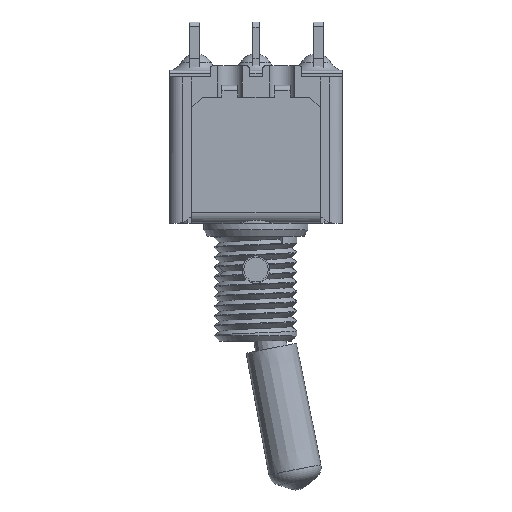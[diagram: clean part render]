
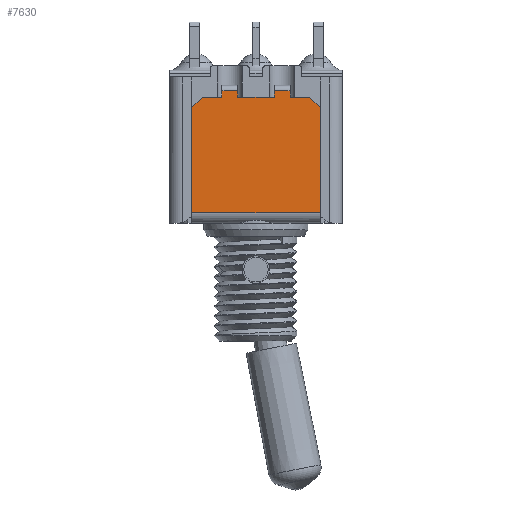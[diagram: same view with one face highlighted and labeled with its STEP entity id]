
A CAD part, top view. The second image highlights one B-rep face of the part: STEP entity #7630.
In plain terms, the highlighted face is planar.
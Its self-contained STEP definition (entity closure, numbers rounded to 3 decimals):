
#6331=DIRECTION('',(0.,0.,1.));
#6332=VECTOR('',#6331,1.2);
#6333=CARTESIAN_POINT('',(-5.843,3.425,-2.6));
#6334=LINE('',#6333,#6332);
#6335=DIRECTION('',(1.,0.,0.));
#6336=VECTOR('',#6335,0.507);
#6337=CARTESIAN_POINT('',(-5.843,3.425,-2.6));
#6338=LINE('',#6337,#6336);
#6339=DIRECTION('',(-1.,0.,0.));
#6340=VECTOR('',#6339,8.);
#6341=CARTESIAN_POINT('',(3.464,3.425,-4.9));
#6342=LINE('',#6341,#6340);
#6343=DIRECTION('',(-1.,0.,0.));
#6344=VECTOR('',#6343,8.);
#6345=CARTESIAN_POINT('',(3.464,3.425,4.9));
#6346=LINE('',#6345,#6344);
#6347=DIRECTION('',(1.,0.,0.));
#6348=VECTOR('',#6347,0.507);
#6349=CARTESIAN_POINT('',(-5.843,3.425,2.6));
#6350=LINE('',#6349,#6348);
#6351=DIRECTION('',(0.,0.,1.));
#6352=VECTOR('',#6351,1.2);
#6353=CARTESIAN_POINT('',(-5.843,3.425,1.4));
#6354=LINE('',#6353,#6352);
#6355=DIRECTION('',(-1.,0.,0.));
#6356=VECTOR('',#6355,0.507);
#6357=CARTESIAN_POINT('',(-5.336,3.425,1.4));
#6358=LINE('',#6357,#6356);
#6359=DIRECTION('',(-1.,0.,0.));
#6360=VECTOR('',#6359,0.507);
#6361=CARTESIAN_POINT('',(-5.336,3.425,-1.4));
#6362=LINE('',#6361,#6360);
#6402=DIRECTION('',(0.,0.,1.));
#6403=VECTOR('',#6402,2.8);
#6404=CARTESIAN_POINT('',(-5.336,3.425,-1.4));
#6405=LINE('',#6404,#6403);
#6527=DIRECTION('',(0.,0.,1.));
#6528=VECTOR('',#6527,1.5);
#6529=CARTESIAN_POINT('',(-5.336,3.425,-4.1));
#6530=LINE('',#6529,#6528);
#6539=DIRECTION('',(0.707,0.,-0.707));
#6540=VECTOR('',#6539,1.131);
#6541=CARTESIAN_POINT('',(-5.336,3.425,-4.1));
#6542=LINE('',#6541,#6540);
#6580=DIRECTION('',(0.,0.,1.));
#6581=VECTOR('',#6580,9.8);
#6582=CARTESIAN_POINT('',(3.464,3.425,-4.9));
#6583=LINE('',#6582,#6581);
#7267=DIRECTION('',(0.707,0.,0.707));
#7268=VECTOR('',#7267,1.131);
#7269=CARTESIAN_POINT('',(-5.336,3.425,4.1));
#7270=LINE('',#7269,#7268);
#7279=DIRECTION('',(0.,0.,1.));
#7280=VECTOR('',#7279,1.5);
#7281=CARTESIAN_POINT('',(-5.336,3.425,2.6));
#7282=LINE('',#7281,#7280);
#7323=CARTESIAN_POINT('',(-5.336,3.425,-1.4));
#7324=CARTESIAN_POINT('',(-5.336,3.425,1.4));
#7325=VERTEX_POINT('',#7323);
#7326=VERTEX_POINT('',#7324);
#7331=CARTESIAN_POINT('',(-5.336,3.425,-4.1));
#7332=CARTESIAN_POINT('',(-5.336,3.425,-2.6));
#7333=VERTEX_POINT('',#7331);
#7334=VERTEX_POINT('',#7332);
#7335=CARTESIAN_POINT('',(-4.536,3.425,-4.9));
#7336=VERTEX_POINT('',#7335);
#7337=CARTESIAN_POINT('',(-5.336,3.425,4.1));
#7338=CARTESIAN_POINT('',(-4.536,3.425,4.9));
#7339=VERTEX_POINT('',#7337);
#7340=VERTEX_POINT('',#7338);
#7341=CARTESIAN_POINT('',(-5.336,3.425,2.6));
#7342=VERTEX_POINT('',#7341);
#7475=CARTESIAN_POINT('',(3.464,3.425,-4.9));
#7476=VERTEX_POINT('',#7475);
#7481=CARTESIAN_POINT('',(3.464,3.425,4.9));
#7482=VERTEX_POINT('',#7481);
#7571=CARTESIAN_POINT('',(-5.843,3.425,2.6));
#7572=VERTEX_POINT('',#7571);
#7573=CARTESIAN_POINT('',(-5.843,3.425,1.4));
#7574=VERTEX_POINT('',#7573);
#7583=CARTESIAN_POINT('',(-5.843,3.425,-1.4));
#7584=VERTEX_POINT('',#7583);
#7585=CARTESIAN_POINT('',(-5.843,3.425,-2.6));
#7586=VERTEX_POINT('',#7585);
#7595=CARTESIAN_POINT('',(4.264,3.425,-5.8));
#7596=DIRECTION('',(0.,1.,0.));
#7597=DIRECTION('',(-1.,0.,0.));
#7598=AXIS2_PLACEMENT_3D('',#7595,#7596,#7597);
#7599=PLANE('',#7598);
#7601=ORIENTED_EDGE('',*,*,#7600,.F.);
#7603=ORIENTED_EDGE('',*,*,#7602,.T.);
#7605=ORIENTED_EDGE('',*,*,#7604,.F.);
#7607=ORIENTED_EDGE('',*,*,#7606,.T.);
#7609=ORIENTED_EDGE('',*,*,#7608,.F.);
#7611=ORIENTED_EDGE('',*,*,#7610,.T.);
#7613=ORIENTED_EDGE('',*,*,#7612,.T.);
#7615=ORIENTED_EDGE('',*,*,#7614,.F.);
#7617=ORIENTED_EDGE('',*,*,#7616,.F.);
#7619=ORIENTED_EDGE('',*,*,#7618,.F.);
#7621=ORIENTED_EDGE('',*,*,#7620,.F.);
#7623=ORIENTED_EDGE('',*,*,#7622,.F.);
#7625=ORIENTED_EDGE('',*,*,#7624,.F.);
#7627=ORIENTED_EDGE('',*,*,#7626,.T.);
#7628=EDGE_LOOP('',(#7601,#7603,#7605,#7607,#7609,#7611,#7613,#7615,#7617,#7619,
#7621,#7623,#7625,#7627));
#7629=FACE_OUTER_BOUND('',#7628,.F.);
#7600=EDGE_CURVE('',#7586,#7584,#6334,.T.);
#7602=EDGE_CURVE('',#7586,#7334,#6338,.T.);
#7604=EDGE_CURVE('',#7333,#7334,#6530,.T.);
#7606=EDGE_CURVE('',#7333,#7336,#6542,.T.);
#7608=EDGE_CURVE('',#7476,#7336,#6342,.T.);
#7610=EDGE_CURVE('',#7476,#7482,#6583,.T.);
#7612=EDGE_CURVE('',#7482,#7340,#6346,.T.);
#7614=EDGE_CURVE('',#7339,#7340,#7270,.T.);
#7616=EDGE_CURVE('',#7342,#7339,#7282,.T.);
#7618=EDGE_CURVE('',#7572,#7342,#6350,.T.);
#7620=EDGE_CURVE('',#7574,#7572,#6354,.T.);
#7622=EDGE_CURVE('',#7326,#7574,#6358,.T.);
#7624=EDGE_CURVE('',#7325,#7326,#6405,.T.);
#7626=EDGE_CURVE('',#7325,#7584,#6362,.T.);
#7630=ADVANCED_FACE('',(#7629),#7599,.T.);
